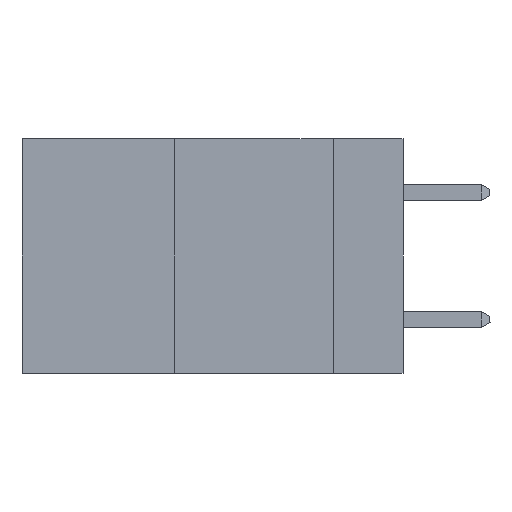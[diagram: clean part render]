
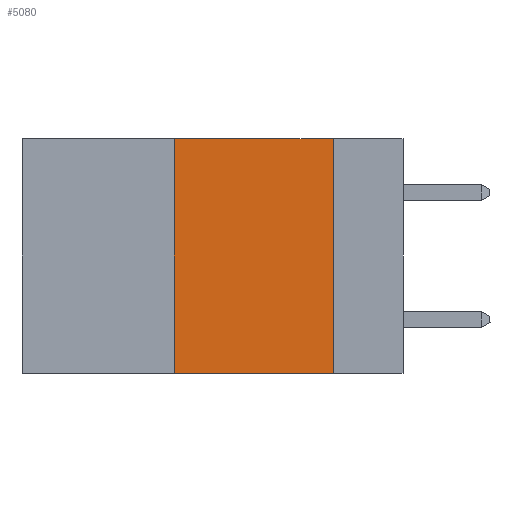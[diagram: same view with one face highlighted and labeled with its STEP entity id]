
A CAD part, left-side view. The second image highlights one B-rep face of the part: STEP entity #5080.
In plain terms, the highlighted planar face has unit normal (-1, 0, 0).
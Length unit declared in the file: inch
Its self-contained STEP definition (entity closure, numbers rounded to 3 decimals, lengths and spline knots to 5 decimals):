
#857 = DIRECTION ( 'NONE',  ( 0., 0., -1. ) ) ;
#1039 = LINE ( 'NONE', #18265, #17078 ) ;
#1059 = CARTESIAN_POINT ( 'NONE',  ( 0., 0.6, 0. ) ) ;
#1288 = ORIENTED_EDGE ( 'NONE', *, *, #10474, .F. ) ;
#1813 = ORIENTED_EDGE ( 'NONE', *, *, #18683, .T. ) ;
#1841 = VERTEX_POINT ( 'NONE', #4337 ) ;
#2748 = LINE ( 'NONE', #5012, #12964 ) ;
#3955 = DIRECTION ( 'NONE',  ( 0., 0., -1. ) ) ;
#4022 = PLANE ( 'NONE',  #8753 ) ;
#4152 = DIRECTION ( 'NONE',  ( 1., 0., 0. ) ) ;
#4337 = CARTESIAN_POINT ( 'NONE',  ( 0., 0.11, -0.37 ) ) ;
#4505 = EDGE_CURVE ( 'NONE', #18201, #8334, #1039, .T. ) ;
#5012 = CARTESIAN_POINT ( 'NONE',  ( 0., 0.6, -0.37 ) ) ;
#5080 = ADVANCED_FACE ( 'NONE', ( #10551 ), #4022, .F. ) ;
#5568 = VERTEX_POINT ( 'NONE', #11756 ) ;
#7197 = LINE ( 'NONE', #10705, #9887 ) ;
#7353 = CARTESIAN_POINT ( 'NONE',  ( 0., 0.11, 0. ) ) ;
#8334 = VERTEX_POINT ( 'NONE', #20012 ) ;
#8753 = AXIS2_PLACEMENT_3D ( 'NONE', #1059, #4152, #3955 ) ;
#9887 = VECTOR ( 'NONE', #15254, 39.37008 ) ;
#10474 = EDGE_CURVE ( 'NONE', #5568, #18201, #7197, .T. ) ;
#10533 = LINE ( 'NONE', #7353, #13876 ) ;
#10551 = FACE_OUTER_BOUND ( 'NONE', #19728, .T. ) ;
#10705 = CARTESIAN_POINT ( 'NONE',  ( 0., 0.36, 0. ) ) ;
#11756 = CARTESIAN_POINT ( 'NONE',  ( 0., 0.36, -0.37 ) ) ;
#11915 = DIRECTION ( 'NONE',  ( 0., -1., 0. ) ) ;
#12530 = DIRECTION ( 'NONE',  ( 0., -1., 0. ) ) ;
#12964 = VECTOR ( 'NONE', #12530, 39.37008 ) ;
#13876 = VECTOR ( 'NONE', #857, 39.37008 ) ;
#14890 = CARTESIAN_POINT ( 'NONE',  ( 0., 0.36, 0. ) ) ;
#15254 = DIRECTION ( 'NONE',  ( 0., 0., 1. ) ) ;
#15531 = ORIENTED_EDGE ( 'NONE', *, *, #4505, .F. ) ;
#17078 = VECTOR ( 'NONE', #11915, 39.37008 ) ;
#18201 = VERTEX_POINT ( 'NONE', #14890 ) ;
#18265 = CARTESIAN_POINT ( 'NONE',  ( 0., 0.6, 0. ) ) ;
#18322 = ORIENTED_EDGE ( 'NONE', *, *, #19654, .F. ) ;
#18683 = EDGE_CURVE ( 'NONE', #5568, #1841, #2748, .T. ) ;
#19654 = EDGE_CURVE ( 'NONE', #8334, #1841, #10533, .T. ) ;
#19728 = EDGE_LOOP ( 'NONE', ( #18322, #15531, #1288, #1813 ) ) ;
#20012 = CARTESIAN_POINT ( 'NONE',  ( 0., 0.11, 0. ) ) ;
